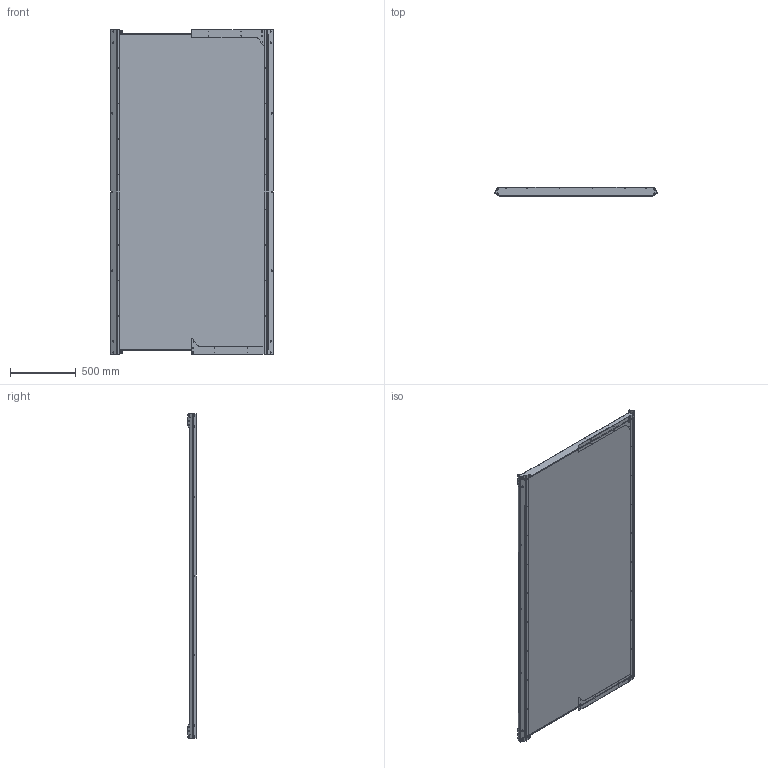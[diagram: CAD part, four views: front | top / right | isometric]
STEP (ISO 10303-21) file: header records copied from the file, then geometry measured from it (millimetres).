
FILE_DESCRIPTION (( 'STEP AP203' ), '1' );
FILE_NAME ('CV02-P01_REV_.step', '2025-08-17T03:57:58', ( '' ), ( '' ), 'SwSTEP 2.0', 'SolidWorks 2024', '' );
FILE_SCHEMA (( 'CONFIG_CONTROL_DESIGN' ));
Length unit declared in the file: millimetre
Products named in the file (8): CV02-M-01; TMP-0010_TMP-0010-H; weldnut_WELDNUT-M8; CV02-B-01; CV02-B-02; cell v02 modified panel; CV02-P01_REV_; CV02-B-00
Assembly tree (25 placements, depth 3):
  CV02-P01_REV_
    CV02-B-00
      CV02-B-02  x2
      CV02-B-01  x2
      CV02-M-01  x2
      weldnut_WELDNUT-M8  x16
    cell v02 modified panel
      TMP-0010_TMP-0010-H
Bounding box: 1237.8 x 68 x 2480 mm (x, y, z)
Volume: 139684836.9 mm3; surface area: 18987120.2 mm2
Topology: 25 solids, 25 shells, 812 faces, 2062 edges, 1316 vertices
Faces by surface type: plane 398, cylinder 302, cone 112
Entity records: 9594 total; most frequent: DIRECTION 1492, CARTESIAN_POINT 1483, ORIENTED_EDGE 1366, EDGE_CURVE 683, AXIS2_PLACEMENT_3D 540, VERTEX_POINT 447, VECTOR 412, LINE 412
